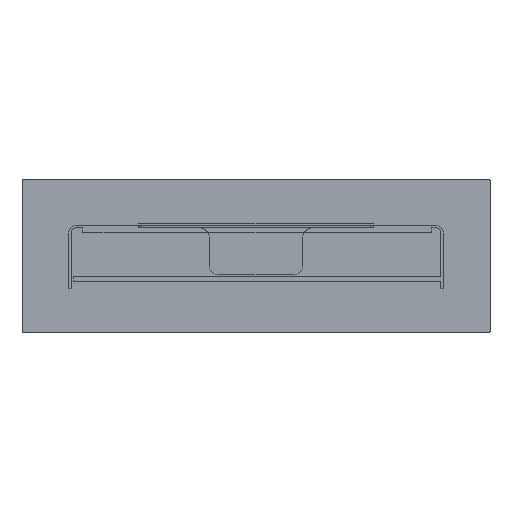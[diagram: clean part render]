
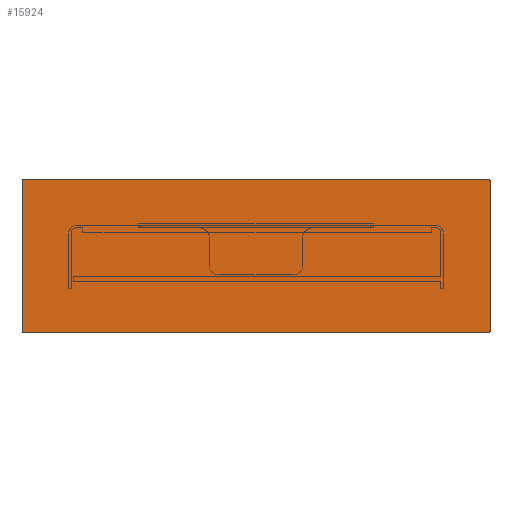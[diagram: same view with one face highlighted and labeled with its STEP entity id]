
A CAD part, top view. The second image highlights one B-rep face of the part: STEP entity #15924.
In plain terms, the highlighted planar face has unit normal (0, 0, 1).
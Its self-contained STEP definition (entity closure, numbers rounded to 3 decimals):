
#259=DIRECTION('',(1.,0.,0.));
#260=VECTOR('',#259,199.6);
#261=CARTESIAN_POINT('',(-76.48,37.015,251.875));
#262=LINE('',#261,#260);
#263=CARTESIAN_POINT('',(123.12,36.815,251.875));
#264=DIRECTION('',(0.,0.,-1.));
#265=DIRECTION('',(0.,1.,0.));
#266=AXIS2_PLACEMENT_3D('',#263,#264,#265);
#268=DIRECTION('',(0.,-1.,0.));
#269=VECTOR('',#268,64.6);
#270=CARTESIAN_POINT('',(123.32,36.815,251.875));
#271=LINE('',#270,#269);
#272=CARTESIAN_POINT('',(123.12,-27.785,251.875));
#273=DIRECTION('',(0.,0.,-1.));
#274=DIRECTION('',(1.,0.,0.));
#275=AXIS2_PLACEMENT_3D('',#272,#273,#274);
#277=DIRECTION('',(-1.,0.,0.));
#278=VECTOR('',#277,199.6);
#279=CARTESIAN_POINT('',(123.12,-27.985,251.875));
#280=LINE('',#279,#278);
#281=CARTESIAN_POINT('',(-76.48,-27.785,251.875));
#282=DIRECTION('',(0.,0.,-1.));
#283=DIRECTION('',(0.,-1.,0.));
#284=AXIS2_PLACEMENT_3D('',#281,#282,#283);
#286=DIRECTION('',(0.,1.,0.));
#287=VECTOR('',#286,64.6);
#288=CARTESIAN_POINT('',(-76.68,-27.785,251.875));
#289=LINE('',#288,#287);
#290=CARTESIAN_POINT('',(-76.48,36.815,251.875));
#291=DIRECTION('',(0.,0.,-1.));
#292=DIRECTION('',(-1.,0.,0.));
#293=AXIS2_PLACEMENT_3D('',#290,#291,#292);
#14375=CARTESIAN_POINT('',(-76.48,37.015,
251.875));
#14377=VERTEX_POINT('',#14375);
#14380=CARTESIAN_POINT('',(-76.68,36.815,
251.875));
#14382=VERTEX_POINT('',#14380);
#14383=CARTESIAN_POINT('',(-76.68,-27.785,
251.875));
#14385=VERTEX_POINT('',#14383);
#14388=CARTESIAN_POINT('',(-76.48,-27.985,
251.875));
#14390=VERTEX_POINT('',#14388);
#14391=CARTESIAN_POINT('',(123.12,-27.985,
251.875));
#14393=VERTEX_POINT('',#14391);
#14396=CARTESIAN_POINT('',(123.32,-27.785,
251.875));
#14398=VERTEX_POINT('',#14396);
#14399=CARTESIAN_POINT('',(123.32,36.815,251.875));
#14401=VERTEX_POINT('',#14399);
#14404=CARTESIAN_POINT('',(123.12,37.015,251.875));
#14406=VERTEX_POINT('',#14404);
#15909=CARTESIAN_POINT('',(23.32,4.515,251.875));
#15910=DIRECTION('',(0.,0.,-1.));
#15911=DIRECTION('',(0.,1.,0.));
#15912=AXIS2_PLACEMENT_3D('',#15909,#15910,#15911);
#15913=PLANE('',#15912);
#15914=ORIENTED_EDGE('',*,*,#15736,.T.);
#15915=ORIENTED_EDGE('',*,*,#15762,.T.);
#15916=ORIENTED_EDGE('',*,*,#15788,.T.);
#15917=ORIENTED_EDGE('',*,*,#15814,.T.);
#15918=ORIENTED_EDGE('',*,*,#15840,.T.);
#15919=ORIENTED_EDGE('',*,*,#15866,.T.);
#15920=ORIENTED_EDGE('',*,*,#15891,.T.);
#15921=ORIENTED_EDGE('',*,*,#15709,.T.);
#15922=EDGE_LOOP('',(#15914,#15915,#15916,#15917,#15918,#15919,#15920,#15921));
#15923=FACE_OUTER_BOUND('',#15922,.F.);
#15924=ADVANCED_FACE('',(#15923),#15913,.F.);
#267=CIRCLE('',#266,0.2);
#276=CIRCLE('',#275,0.2);
#285=CIRCLE('',#284,0.2);
#294=CIRCLE('',#293,0.2);
#15709=EDGE_CURVE('',#14382,#14377,#294,.T.);
#15736=EDGE_CURVE('',#14377,#14406,#262,.T.);
#15762=EDGE_CURVE('',#14406,#14401,#267,.T.);
#15788=EDGE_CURVE('',#14401,#14398,#271,.T.);
#15814=EDGE_CURVE('',#14398,#14393,#276,.T.);
#15840=EDGE_CURVE('',#14393,#14390,#280,.T.);
#15866=EDGE_CURVE('',#14390,#14385,#285,.T.);
#15891=EDGE_CURVE('',#14385,#14382,#289,.T.);
